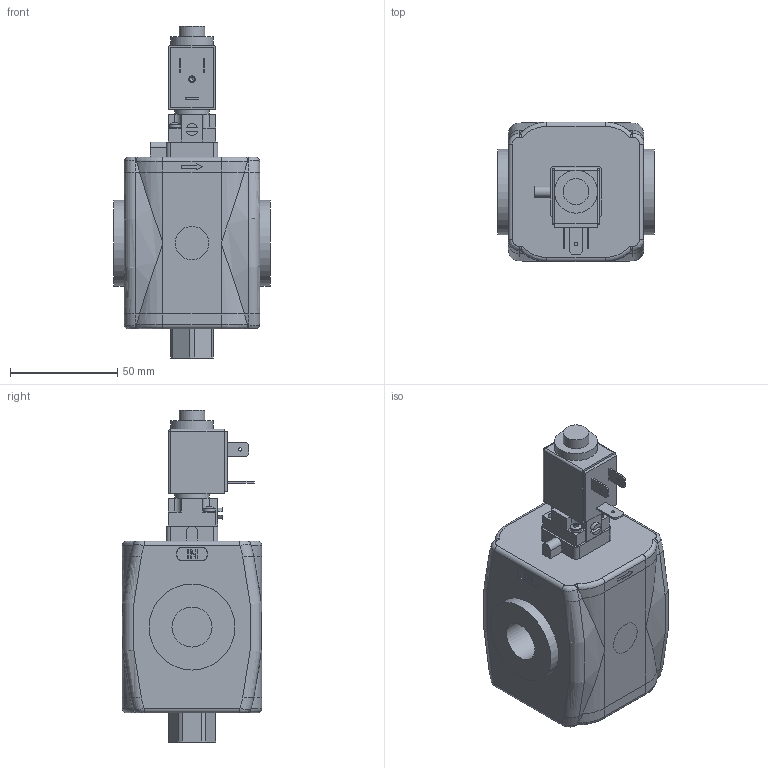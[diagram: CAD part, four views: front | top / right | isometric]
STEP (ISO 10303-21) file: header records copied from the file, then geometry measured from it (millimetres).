
FILE_DESCRIPTION((''),'2;1');
FILE_NAME('#173BVEB#.iam.step','2010-08-25T14:11:09',(''),(''),'Autodesk Inventor 2010','Autodesk Inventor 2010','');
FILE_SCHEMA(('AUTOMOTIVE_DESIGN { 1 0 10303 214 1 1 1 1 }'));
Length unit declared in the file: millimetre
Products named in the file (5): #173BVEB#; #173BVE; M2; VAPTRX3x12; MB
Assembly tree (5 placements, depth 2):
  #173BVEB#
    #173BVE
    M2
    VAPTRX3x12  x2
    MB
Bounding box: 73 x 65 x 154.5 mm (x, y, z)
Volume: 354313.2 mm3; surface area: 42675.6 mm2
Topology: 5 solids, 5 shells, 407 faces, 968 edges, 606 vertices
Faces by surface type: plane 175, cylinder 116, bspline 86, torus 24, sphere 4, cone 2
Full cylindrical faces by diameter (mm): 3 x2, 5.5 x2, 8 x1, 8.2 x1, 10 x1, 10.2 x1, 12 x1, 16 x2, 16.2 x1, 20 x1, 23.8 x1, 28.8 x1, 40 x1
Entity records: 11804 total; most frequent: CARTESIAN_POINT 3462, ORIENTED_EDGE 1662, DIRECTION 1570, EDGE_CURVE 831, VERTEX_POINT 545, AXIS2_PLACEMENT_3D 533, VECTOR 504, LINE 504
